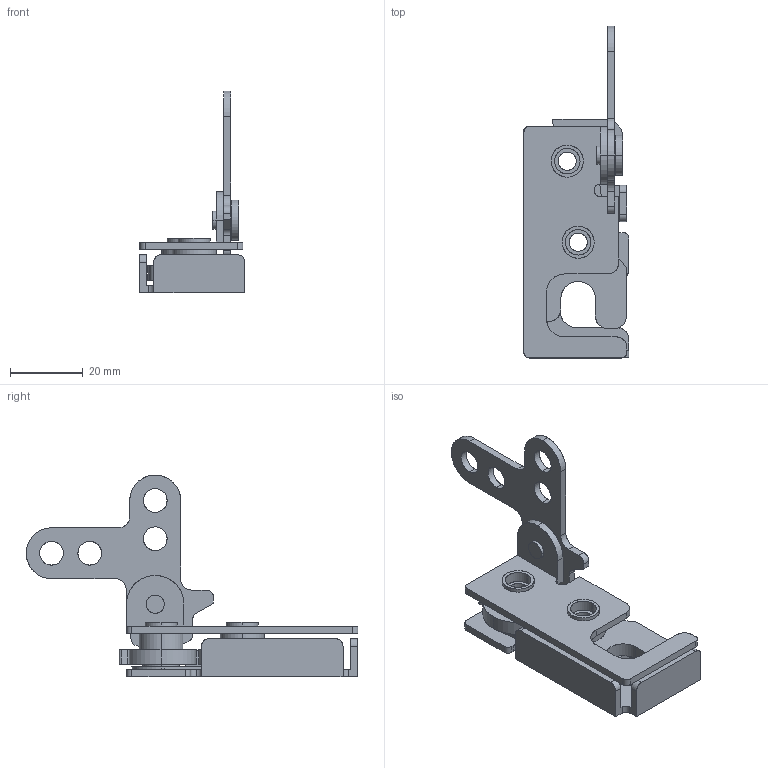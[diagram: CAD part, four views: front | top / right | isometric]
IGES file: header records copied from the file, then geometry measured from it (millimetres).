
Start section: SolidWorks IGES file using analytic representation for surfaces
Global section: file name: C-851-3-R.IGS; native system: SolidWorks 2011; preprocessor: SolidWorks 2011; author: Pub70; date: 110425.142557; units: millimetre
Bounding box: 29 x 91.2 x 55.5 mm (x, y, z)
Surface area: 14969.5 mm2 (no closed solid volume)
Topology: 0 solids, 0 shells, 215 faces, 3724 edges, 3724 vertices
Faces by surface type: revolution 116, bspline 99
